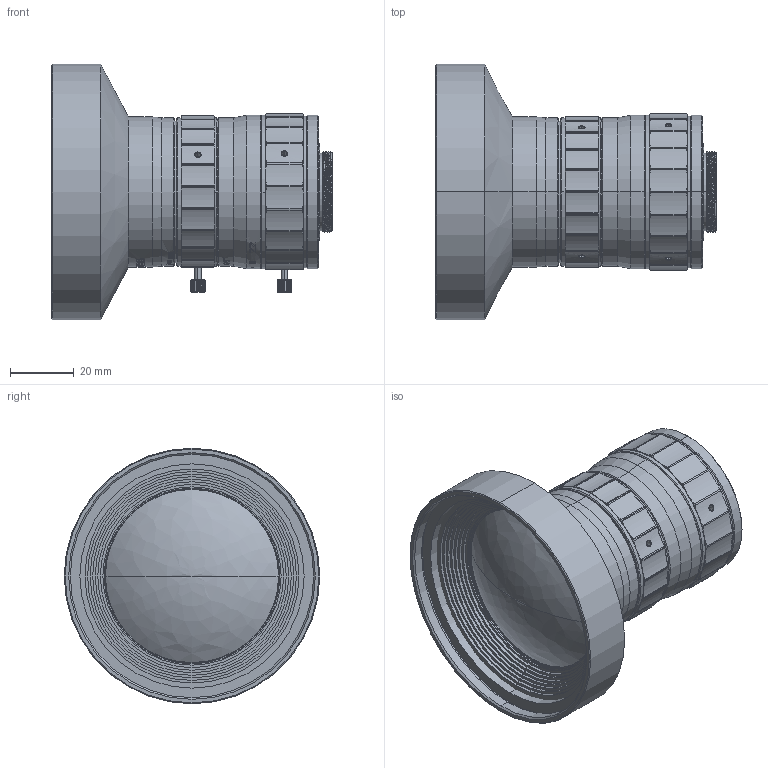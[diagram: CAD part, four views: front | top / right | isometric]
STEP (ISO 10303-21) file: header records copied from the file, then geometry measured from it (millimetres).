
FILE_DESCRIPTION (( 'STEP AP203' ), '1' );
FILE_NAME ('600016.STEP', '2021-08-06T07:56:37', ( '' ), ( '' ), 'SwSTEP 2.0', 'SolidWorks 2020', '' );
FILE_SCHEMA (( 'CONFIG_CONTROL_DESIGN' ));
Length unit declared in the file: millimetre
Products named in the file (1): 600016
Bounding box: 87.91 x 80 x 80 mm (x, y, z)
Surface area: 54637.7 mm2 (no closed solid volume)
Topology: 0 solids, 14 shells, 1741 faces, 4897 edges, 3258 vertices
Faces by surface type: bspline 745, plane 500, cylinder 356, cone 140
Entity records: 82900 total; most frequent: CARTESIAN_POINT 43421, ORIENTED_EDGE 9728, DIRECTION 5673, EDGE_CURVE 4888, VERTEX_POINT 3257, B_SPLINE_CURVE_WITH_KNOTS 2108, AXIS2_PLACEMENT_3D 1901, VECTOR 1871
